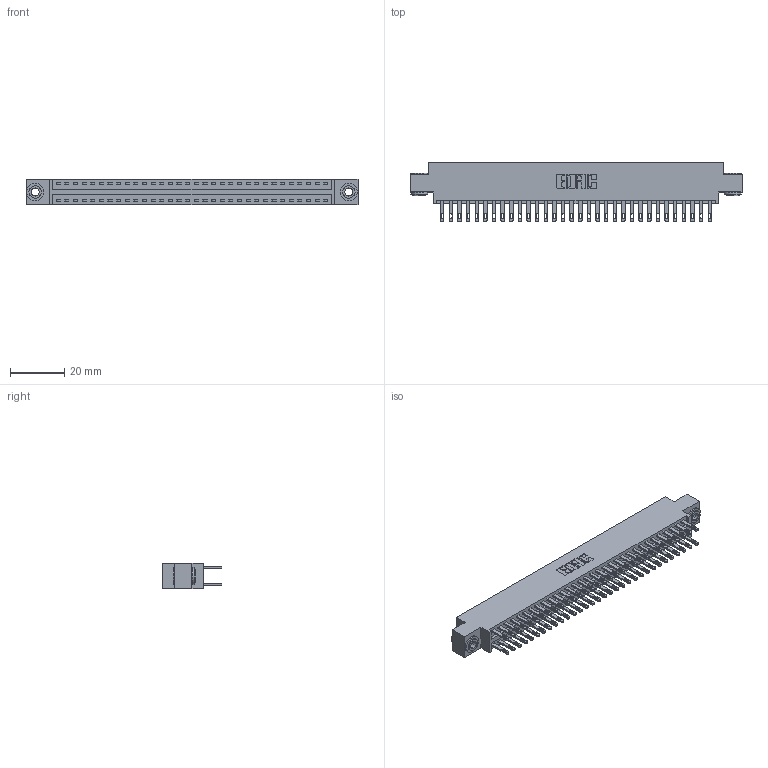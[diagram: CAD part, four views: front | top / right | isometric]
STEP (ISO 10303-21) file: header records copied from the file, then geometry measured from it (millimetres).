
FILE_DESCRIPTION (( 'STEP AP203' ), '1' );
FILE_NAME ('896-064-500-803.STEP', '2021-07-28T00:45:52', ( '' ), ( '' ), 'SwSTEP 2.0', 'SolidWorks 2020', '' );
FILE_SCHEMA (( 'CONFIG_CONTROL_DESIGN' ));
Length unit declared in the file: inch
Products named in the file (4): 345-292-001_345-293-100; 846 Part_0.170 Offset - 0.156 Dia-TH; 896-064-500-803; 345-250-002_345-250-002-102
Assembly tree (67 placements, depth 2):
  896-064-500-803
    846 Part_0.170 Offset - 0.156 Dia-TH
    345-292-001_345-293-100  x64
    345-250-002_345-250-002-102  x2
Bounding box: 122.17 x 21.84 x 9.4 mm (x, y, z)
Volume: 11896.2 mm3; surface area: 17258.6 mm2
Topology: 67 solids, 67 shells, 3236 faces, 9825 edges, 6546 vertices
Faces by surface type: plane 1946, cylinder 1282, cone 8
Entity records: 22942 total; most frequent: CARTESIAN_POINT 3771, ORIENTED_EDGE 3698, DIRECTION 3407, EDGE_CURVE 1849, VECTOR 1561, LINE 1561, VERTEX_POINT 1230, AXIS2_PLACEMENT_3D 923
